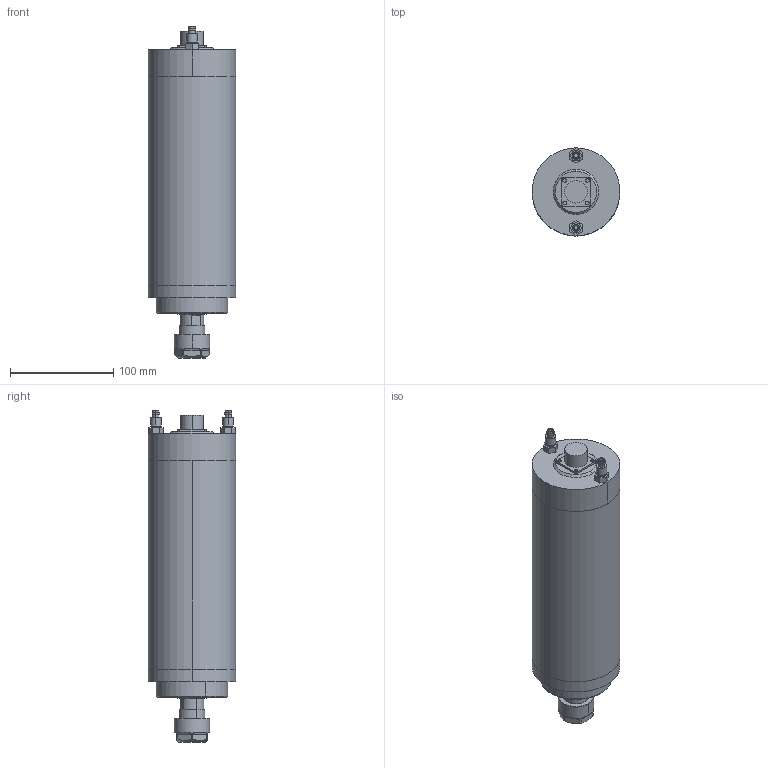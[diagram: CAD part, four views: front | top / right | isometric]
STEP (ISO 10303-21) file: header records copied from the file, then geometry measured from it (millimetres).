
FILE_DESCRIPTION (( 'STEP AP214' ), '1' );
FILE_NAME ('GDK85-24Z-2.SD.STEP', '2021-05-07T03:05:28', ( '萇齟' ), ( '' ), 'SwSTEP 2.0', 'SolidWorks 2018', '' );
FILE_SCHEMA (( 'AUTOMOTIVE_DESIGN' ));
Length unit declared in the file: millimetre
Products named in the file (11): GDK85-24Z-2.2D儂褲202; GDK85-24Z-2.2D滅鳥欶; ER20 粟俶芠標; GDK85-24Z-2.SD; GDK85-24Z-2.2堤盄釱; 阨郲30.5ㄗM8ㄘ; 堤盄釱脣芛28x28; ER20蹟簽; GDK85-24Z-2.2D前螺母; GDK85-24Z-2.2D粣芛26; GDK85-24Z-2.2前轴承座
Assembly tree (11 placements, depth 2):
  GDK85-24Z-2.SD
    GDK85-24Z-2.2D儂褲202
    GDK85-24Z-2.2堤盄釱
    GDK85-24Z-2.2前轴承座
    GDK85-24Z-2.2D滅鳥欶
    GDK85-24Z-2.2D前螺母
    GDK85-24Z-2.2D粣芛26
    ER20 粟俶芠標
    ER20蹟簽
    堤盄釱脣芛28x28
    阨郲30.5ㄗM8ㄘ  x2
Bounding box: 85 x 85 x 321.5 mm (x, y, z)
Volume: 1403138.7 mm3; surface area: 131545.9 mm2
Topology: 11 solids, 11 shells, 167 faces, 360 edges, 238 vertices
Faces by surface type: cylinder 80, plane 71, cone 14, torus 2
Entity records: 4684 total; most frequent: CARTESIAN_POINT 963, DIRECTION 744, ORIENTED_EDGE 600, AXIS2_PLACEMENT_3D 307, EDGE_CURVE 300, VERTEX_POINT 198, EDGE_LOOP 170, CIRCLE 154
